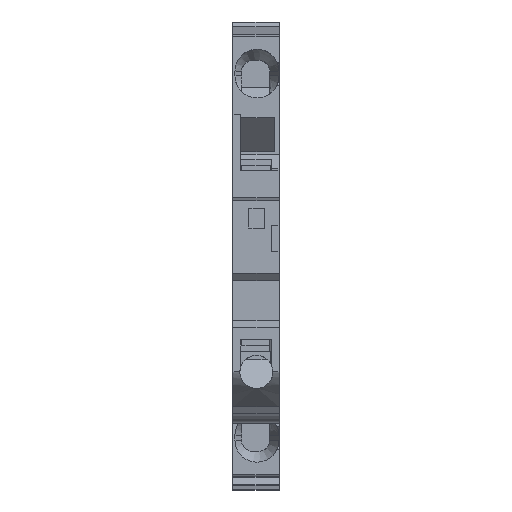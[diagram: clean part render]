
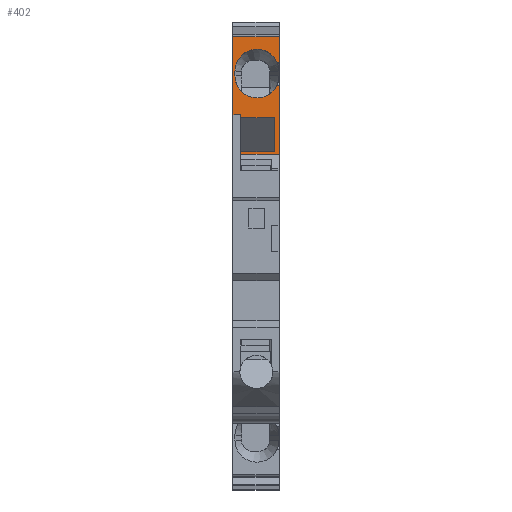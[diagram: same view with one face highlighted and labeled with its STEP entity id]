
A CAD part, top view. The second image highlights one B-rep face of the part: STEP entity #402.
In plain terms, the highlighted planar face has unit normal (0, 0, 1).
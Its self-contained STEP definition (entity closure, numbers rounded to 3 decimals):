
#402=ADVANCED_FACE('',(#933,#934,#935),#936,.F.);
#933=FACE_OUTER_BOUND('',#1595,.T.);
#934=FACE_BOUND('',#1596,.T.);
#935=FACE_BOUND('',#1597,.T.);
#936=PLANE('',#1598);
#1595=EDGE_LOOP('',(#2831,#2832,#2833,#2834,#2835,#2836,#2837,#2838,#2839,#2840,#2841,#2842));
#1596=EDGE_LOOP('',(#2843,#2844,#2845,#2846));
#1597=EDGE_LOOP('',(#2847,#2848,#2849,#2850));
#1598=AXIS2_PLACEMENT_3D('',#2851,#2852,#2853);
#2831=ORIENTED_EDGE('',*,*,#4288,.T.);
#2832=ORIENTED_EDGE('',*,*,#4523,.F.);
#2833=ORIENTED_EDGE('',*,*,#4152,.F.);
#2834=ORIENTED_EDGE('',*,*,#4524,.F.);
#2835=ORIENTED_EDGE('',*,*,#4354,.F.);
#2836=ORIENTED_EDGE('',*,*,#4170,.T.);
#2837=ORIENTED_EDGE('',*,*,#4361,.T.);
#2838=ORIENTED_EDGE('',*,*,#4459,.T.);
#2839=ORIENTED_EDGE('',*,*,#4282,.T.);
#2840=ORIENTED_EDGE('',*,*,#4511,.T.);
#2841=ORIENTED_EDGE('',*,*,#4182,.F.);
#2842=ORIENTED_EDGE('',*,*,#4513,.T.);
#2843=ORIENTED_EDGE('',*,*,#4525,.F.);
#2844=ORIENTED_EDGE('',*,*,#4526,.F.);
#2845=ORIENTED_EDGE('',*,*,#4527,.T.);
#2846=ORIENTED_EDGE('',*,*,#4528,.F.);
#2847=ORIENTED_EDGE('',*,*,#4529,.T.);
#2848=ORIENTED_EDGE('',*,*,#4530,.T.);
#2849=ORIENTED_EDGE('',*,*,#4310,.F.);
#2850=ORIENTED_EDGE('',*,*,#4463,.T.);
#2851=CARTESIAN_POINT('',(-0.618,73.342,35.25));
#2852=DIRECTION('',(0.0,0.0,-1.0));
#2853=DIRECTION('',(-1.0,0.0,0.0));
#4152=EDGE_CURVE('',#5025,#5028,#5029,.T.);
#4170=EDGE_CURVE('',#5061,#5058,#5062,.T.);
#4182=EDGE_CURVE('',#5081,#5083,#5084,.T.);
#4282=EDGE_CURVE('',#5274,#5272,#5275,.T.);
#4288=EDGE_CURVE('',#5286,#5284,#5287,.T.);
#4310=EDGE_CURVE('',#5321,#5323,#5324,.T.);
#4354=EDGE_CURVE('',#5061,#5383,#5384,.T.);
#4361=EDGE_CURVE('',#5058,#5392,#5394,.T.);
#4459=EDGE_CURVE('',#5392,#5274,#5533,.T.);
#4463=EDGE_CURVE('',#5321,#5536,#5539,.T.);
#4511=EDGE_CURVE('',#5272,#5083,#5598,.T.);
#4513=EDGE_CURVE('',#5081,#5286,#5600,.T.);
#4523=EDGE_CURVE('',#5028,#5284,#5610,.T.);
#4524=EDGE_CURVE('',#5383,#5025,#5611,.T.);
#4525=EDGE_CURVE('',#5612,#5613,#5614,.T.);
#4526=EDGE_CURVE('',#5615,#5612,#5616,.T.);
#4527=EDGE_CURVE('',#5615,#5617,#5618,.T.);
#4528=EDGE_CURVE('',#5613,#5617,#5619,.T.);
#4529=EDGE_CURVE('',#5536,#5620,#5621,.T.);
#4530=EDGE_CURVE('',#5620,#5323,#5622,.T.);
#5025=VERTEX_POINT('',#6647);
#5028=VERTEX_POINT('',#6651);
#5029=CIRCLE('',#6652,2.9);
#5058=VERTEX_POINT('',#6753);
#5061=VERTEX_POINT('',#6757);
#5062=CIRCLE('',#6758,2.9);
#5081=VERTEX_POINT('',#6784);
#5083=VERTEX_POINT('',#6787);
#5084=LINE('',#6788,#6789);
#5272=VERTEX_POINT('',#7057);
#5274=VERTEX_POINT('',#7060);
#5275=LINE('',#7061,#7062);
#5284=VERTEX_POINT('',#7073);
#5286=VERTEX_POINT('',#7076);
#5287=LINE('',#7077,#7078);
#5321=VERTEX_POINT('',#7124);
#5323=VERTEX_POINT('',#7127);
#5324=LINE('',#7128,#7129);
#5383=VERTEX_POINT('',#7451);
#5384=LINE('',#7452,#7453);
#5392=VERTEX_POINT('',#7541);
#5394=CIRCLE('',#7544,2.9);
#5533=LINE('',#8160,#8161);
#5536=VERTEX_POINT('',#8164);
#5539=LINE('',#8168,#8169);
#5598=LINE('',#8343,#8344);
#5600=LINE('',#8346,#8347);
#5610=LINE('',#8362,#8363);
#5611=CIRCLE('',#8364,2.9);
#5612=VERTEX_POINT('',#8365);
#5613=VERTEX_POINT('',#8366);
#5614=LINE('',#8367,#8368);
#5615=VERTEX_POINT('',#8369);
#5616=LINE('',#8370,#8371);
#5617=VERTEX_POINT('',#8372);
#5618=LINE('',#8373,#8374);
#5619=LINE('',#8375,#8376);
#5620=VERTEX_POINT('',#8377);
#5621=LINE('',#8378,#8379);
#5622=LINE('',#8380,#8381);
#6647=CARTESIAN_POINT('',(3.2,51.5,35.25));
#6651=CARTESIAN_POINT('',(5.84,53.2,35.25));
#6652=AXIS2_PLACEMENT_3D('',#9613,#9614,#9615);
#6753=CARTESIAN_POINT('',(3.2,57.9,35.25));
#6757=CARTESIAN_POINT('',(0.3,55.0,35.25));
#6758=AXIS2_PLACEMENT_3D('',#9641,#9642,#9643);
#6784=CARTESIAN_POINT('',(0.,27.918,35.25));
#6787=CARTESIAN_POINT('',(0.,59.54,35.25));
#6788=CARTESIAN_POINT('',(0.,38.825,35.25));
#6789=VECTOR('',#9658,1.0);
#7057=CARTESIAN_POINT('',(6.15,59.54,35.25));
#7060=CARTESIAN_POINT('',(6.15,56.2,35.25));
#7061=CARTESIAN_POINT('',(6.15,38.825,35.25));
#7062=VECTOR('',#9791,1.0);
#7073=CARTESIAN_POINT('',(6.15,53.2,35.25));
#7076=CARTESIAN_POINT('',(6.15,27.918,35.25));
#7077=CARTESIAN_POINT('',(6.15,38.825,35.25));
#7078=VECTOR('',#9801,1.0);
#7124=CARTESIAN_POINT('',(0.65,48.9,35.25));
#7127=CARTESIAN_POINT('',(0.65,44.4,35.25));
#7128=CARTESIAN_POINT('',(0.65,38.825,35.25));
#7129=VECTOR('',#9830,1.0);
#7451=CARTESIAN_POINT('',(0.3,54.4,35.25));
#7452=CARTESIAN_POINT('',(0.3,30.26,35.25));
#7453=VECTOR('',#9863,1.0);
#7541=CARTESIAN_POINT('',(5.84,56.2,35.25));
#7544=AXIS2_PLACEMENT_3D('',#9870,#9871,#9872);
#8160=CARTESIAN_POINT('',(3.3,56.2,35.25));
#8161=VECTOR('',#9945,1.0);
#8164=CARTESIAN_POINT('',(5.5,48.9,35.25));
#8168=CARTESIAN_POINT('',(6.1,48.9,35.25));
#8169=VECTOR('',#9947,1.0);
#8343=CARTESIAN_POINT('',(3.3,59.54,35.25));
#8344=VECTOR('',#9985,1.0);
#8346=CARTESIAN_POINT('',(3.3,27.918,35.25));
#8347=VECTOR('',#9986,1.0);
#8362=CARTESIAN_POINT('',(3.3,53.2,35.25));
#8363=VECTOR('',#9992,1.0);
#8364=AXIS2_PLACEMENT_3D('',#9993,#9994,#9995);
#8365=CARTESIAN_POINT('',(6.1,30.6,35.25));
#8366=CARTESIAN_POINT('',(6.1,44.05,35.25));
#8367=CARTESIAN_POINT('',(6.1,30.26,35.25));
#8368=VECTOR('',#9996,1.0);
#8369=CARTESIAN_POINT('',(0.05,30.6,35.25));
#8370=CARTESIAN_POINT('',(6.1,30.6,35.25));
#8371=VECTOR('',#9997,1.0);
#8372=CARTESIAN_POINT('',(0.05,44.05,35.25));
#8373=CARTESIAN_POINT('',(0.05,38.825,35.25));
#8374=VECTOR('',#9998,1.0);
#8375=CARTESIAN_POINT('',(6.1,44.05,35.25));
#8376=VECTOR('',#9999,1.0);
#8377=CARTESIAN_POINT('',(5.5,44.4,35.25));
#8378=CARTESIAN_POINT('',(5.5,38.825,35.25));
#8379=VECTOR('',#10000,1.0);
#8380=CARTESIAN_POINT('',(6.1,44.4,35.25));
#8381=VECTOR('',#10001,1.0);
#9613=CARTESIAN_POINT('',(3.2,54.4,35.25));
#9614=DIRECTION('',(0.,0.,1.0));
#9615=DIRECTION('',(0.,-1.0,0.));
#9641=CARTESIAN_POINT('',(3.2,55.0,35.25));
#9642=DIRECTION('',(0.,0.,-1.0));
#9643=DIRECTION('',(0.,1.0,0.));
#9658=DIRECTION('',(0.0,1.0,0.));
#9791=DIRECTION('',(0.0,1.0,0.));
#9801=DIRECTION('',(0.0,1.0,0.));
#9830=DIRECTION('',(0.0,-1.0,0.0));
#9863=DIRECTION('',(0.,-1.0,0.0));
#9870=CARTESIAN_POINT('',(3.2,55.0,35.25));
#9871=DIRECTION('',(0.,0.,-1.0));
#9872=DIRECTION('',(0.,1.0,0.));
#9945=DIRECTION('',(1.0,0.,0.0));
#9947=DIRECTION('',(1.0,0.0,0.0));
#9985=DIRECTION('',(-1.0,0.0,0.0));
#9986=DIRECTION('',(1.0,0.0,0.0));
#9992=DIRECTION('',(1.0,0.,0.0));
#9993=CARTESIAN_POINT('',(3.2,54.4,35.25));
#9994=DIRECTION('',(0.,0.,1.0));
#9995=DIRECTION('',(0.,-1.0,0.));
#9996=DIRECTION('',(0.,1.0,0.));
#9997=DIRECTION('',(1.0,0.,0.0));
#9998=DIRECTION('',(0.,1.0,0.0));
#9999=DIRECTION('',(-1.0,0.,0.0));
#10000=DIRECTION('',(0.0,-1.0,0.0));
#10001=DIRECTION('',(-1.0,0.0,0.0));
